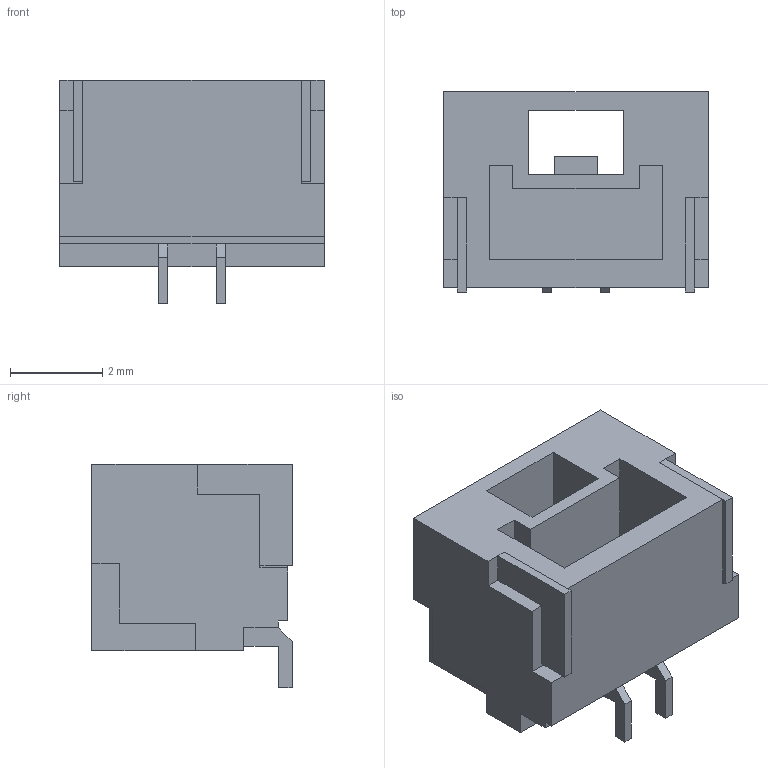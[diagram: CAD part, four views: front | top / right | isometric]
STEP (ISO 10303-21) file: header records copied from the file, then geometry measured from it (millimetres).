
FILE_DESCRIPTION (( 'STEP AP214' ), '1' );
FILE_NAME ('JST SM02B-GHS-TB.STEP', '2015-11-28T06:41:07', ( '' ), ( '' ), 'SwSTEP 2.0', 'SolidWorks 2015', '' );
FILE_SCHEMA (( 'AUTOMOTIVE_DESIGN' ));
Length unit declared in the file: millimetre
Products named in the file (1): JST SM02B-GHS-TB
Bounding box: 5.75 x 4.35 x 4.85 mm (x, y, z)
Volume: 65.3 mm3; surface area: 190.3 mm2
Topology: 1 solids, 1 shells, 74 faces, 202 edges, 132 vertices
Faces by surface type: plane 74
Entity records: 3134 total; most frequent: CARTESIAN_POINT 409, ORIENTED_EDGE 404, DIRECTION 352, LINE 202, EDGE_CURVE 202, VECTOR 202, VERTEX_POINT 132, EDGE_LOOP 78
